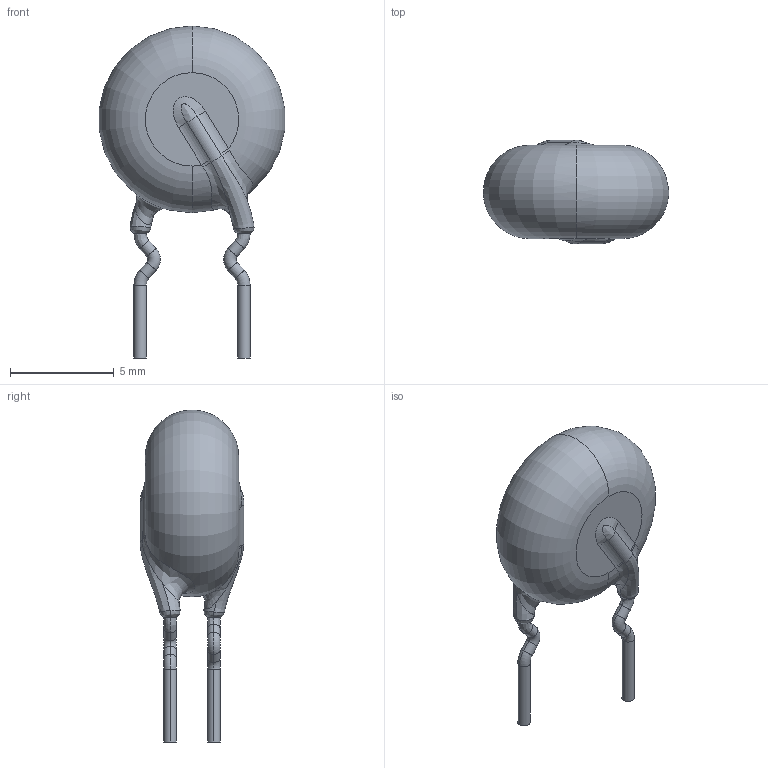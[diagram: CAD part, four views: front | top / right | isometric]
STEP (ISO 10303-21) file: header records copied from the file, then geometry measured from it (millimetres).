
FILE_DESCRIPTION (( 'STEP AP214' ), '1' );
FILE_NAME ('RES-TH_L9.0-W5.0-H12.0-P5.00-D0.8-S2.10.step', '2022-07-28T10:19:22', ( '' ), ( '' ), 'SwSTEP 2.0', 'SolidWorks 2020', '' );
FILE_SCHEMA (( 'AUTOMOTIVE_DESIGN' ));
Length unit declared in the file: millimetre
Products named in the file (1): RES-TH_L9.0-W5.0-H12.0-P5.00-D0.8-S2.10
Bounding box: 8.93 x 5 x 16 mm (x, y, z)
Volume: 242.5 mm3; surface area: 269.2 mm2
Topology: 14 solids, 14 shells, 285 faces, 739 edges, 482 vertices
Faces by surface type: plane 137, bspline 120, cylinder 18, torus 10
Entity records: 15929 total; most frequent: CARTESIAN_POINT 6471, ORIENTED_EDGE 1478, DIRECTION 881, EDGE_CURVE 739, VERTEX_POINT 482, LINE 437, VECTOR 437, UNCERTAINTY_MEASURE_WITH_UNIT 301
